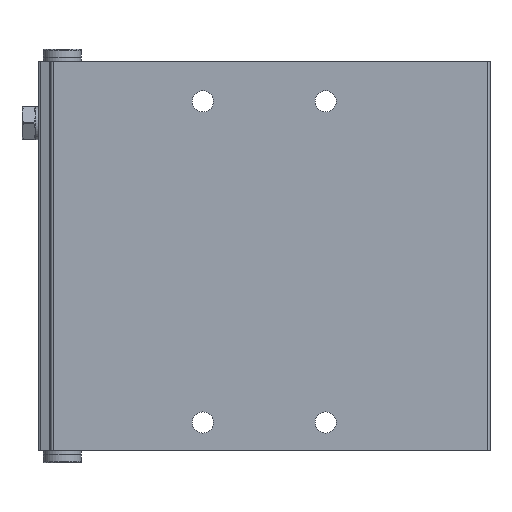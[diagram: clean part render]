
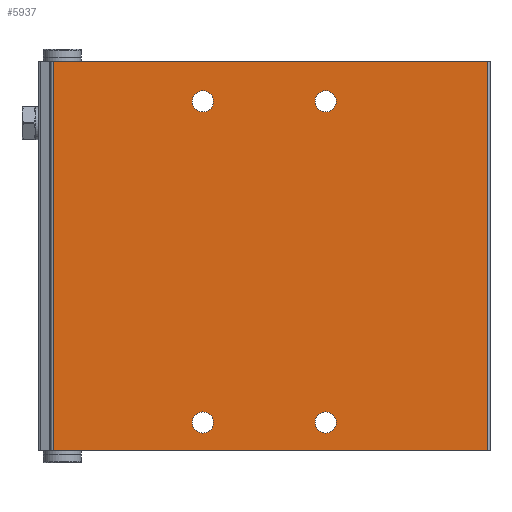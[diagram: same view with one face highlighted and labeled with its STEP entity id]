
A CAD part, front view. The second image highlights one B-rep face of the part: STEP entity #5937.
In plain terms, the highlighted planar face has unit normal (0, -1, 0).
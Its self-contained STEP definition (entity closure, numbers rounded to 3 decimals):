
#59=PLANE('',#6774);
#343=LINE('',#9592,#829);
#344=LINE('',#9604,#830);
#345=LINE('',#9606,#831);
#346=LINE('',#9608,#832);
#829=VECTOR('',#7471,1000.);
#830=VECTOR('',#7484,1000.);
#831=VECTOR('',#7485,1000.);
#832=VECTOR('',#7486,1000.);
#1421=ORIENTED_EDGE('',*,*,#3022,.T.);
#1422=ORIENTED_EDGE('',*,*,#3023,.T.);
#1423=ORIENTED_EDGE('',*,*,#3024,.T.);
#1424=ORIENTED_EDGE('',*,*,#3025,.T.);
#1425=ORIENTED_EDGE('',*,*,#3026,.T.);
#1426=ORIENTED_EDGE('',*,*,#3027,.F.);
#1427=ORIENTED_EDGE('',*,*,#3028,.F.);
#1428=ORIENTED_EDGE('',*,*,#3020,.T.);
#3020=EDGE_CURVE('',#3820,#3819,#343,.T.);
#3022=EDGE_CURVE('',#3821,#3821,#4371,.T.);
#3023=EDGE_CURVE('',#3822,#3822,#4372,.T.);
#3024=EDGE_CURVE('',#3823,#3823,#4373,.T.);
#3025=EDGE_CURVE('',#3824,#3824,#4374,.T.);
#3026=EDGE_CURVE('',#3819,#3825,#344,.T.);
#3027=EDGE_CURVE('',#3826,#3825,#345,.T.);
#3028=EDGE_CURVE('',#3820,#3826,#346,.T.);
#3819=VERTEX_POINT('',#9591);
#3820=VERTEX_POINT('',#9593);
#3821=VERTEX_POINT('',#9597);
#3822=VERTEX_POINT('',#9599);
#3823=VERTEX_POINT('',#9601);
#3824=VERTEX_POINT('',#9603);
#3825=VERTEX_POINT('',#9605);
#3826=VERTEX_POINT('',#9607);
#4371=CIRCLE('',#6775,2.25);
#4372=CIRCLE('',#6776,2.25);
#4373=CIRCLE('',#6777,2.25);
#4374=CIRCLE('',#6778,2.25);
#4649=EDGE_LOOP('',(#1421));
#4650=EDGE_LOOP('',(#1422));
#4651=EDGE_LOOP('',(#1423));
#4652=EDGE_LOOP('',(#1424));
#4653=EDGE_LOOP('',(#1425,#1426,#1427,#1428));
#5251=FACE_BOUND('',#4649,.T.);
#5252=FACE_BOUND('',#4650,.T.);
#5253=FACE_BOUND('',#4651,.T.);
#5254=FACE_BOUND('',#4652,.T.);
#5255=FACE_BOUND('',#4653,.T.);
#5937=ADVANCED_FACE('',(#5251,#5252,#5253,#5254,#5255),#59,.F.);
#6774=AXIS2_PLACEMENT_3D('',#9595,#7474,#7475);
#6775=AXIS2_PLACEMENT_3D('',#9596,#7476,#7477);
#6776=AXIS2_PLACEMENT_3D('',#9598,#7478,#7479);
#6777=AXIS2_PLACEMENT_3D('',#9600,#7480,#7481);
#6778=AXIS2_PLACEMENT_3D('',#9602,#7482,#7483);
#7471=DIRECTION('',(0.,0.,-1.));
#7474=DIRECTION('',(0.,1.,0.));
#7475=DIRECTION('',(0.,0.,1.));
#7476=DIRECTION('',(0.,1.,0.));
#7477=DIRECTION('',(0.,0.,1.));
#7478=DIRECTION('',(0.,1.,0.));
#7479=DIRECTION('',(0.,0.,1.));
#7480=DIRECTION('',(0.,1.,0.));
#7481=DIRECTION('',(0.,0.,1.));
#7482=DIRECTION('',(0.,1.,0.));
#7483=DIRECTION('',(0.,0.,1.));
#7484=DIRECTION('',(1.,0.,0.));
#7485=DIRECTION('',(0.,0.,-1.));
#7486=DIRECTION('',(1.,0.,0.));
#9591=CARTESIAN_POINT('',(-47.3,0.,0.));
#9592=CARTESIAN_POINT('',(-47.3,0.,82.5));
#9593=CARTESIAN_POINT('',(-47.3,0.,82.5));
#9595=CARTESIAN_POINT('',(-47.3,0.,82.5));
#9596=CARTESIAN_POINT('',(-13.,0.,8.5));
#9597=CARTESIAN_POINT('',(-13.,0.,10.75));
#9598=CARTESIAN_POINT('',(13.,0.,76.5));
#9599=CARTESIAN_POINT('',(13.,0.,78.75));
#9600=CARTESIAN_POINT('',(-13.,0.,76.5));
#9601=CARTESIAN_POINT('',(-13.,0.,78.75));
#9602=CARTESIAN_POINT('',(13.,0.,8.5));
#9603=CARTESIAN_POINT('',(13.,0.,10.75));
#9604=CARTESIAN_POINT('',(-47.3,0.,0.));
#9605=CARTESIAN_POINT('',(44.7,0.,0.));
#9606=CARTESIAN_POINT('',(44.7,0.,82.5));
#9607=CARTESIAN_POINT('',(44.7,0.,82.5));
#9608=CARTESIAN_POINT('',(-47.3,0.,82.5));
